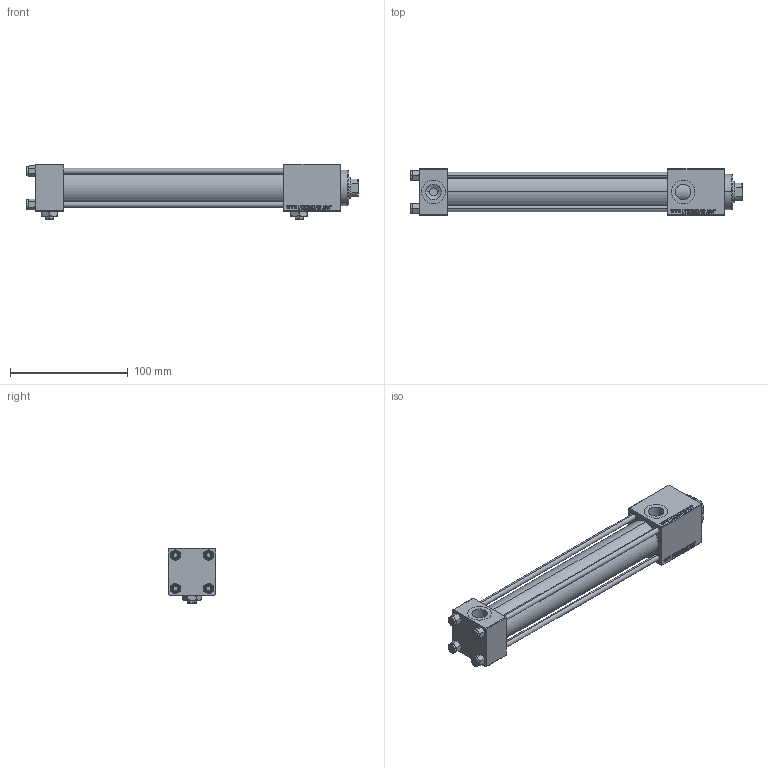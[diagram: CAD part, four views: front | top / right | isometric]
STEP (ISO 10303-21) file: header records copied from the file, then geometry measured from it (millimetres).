
FILE_DESCRIPTION (( 'STEP AP203' ), '1' );
FILE_NAME ('bf25.STEP', '2024-02-06T07:18:15', ( '' ), ( '' ), 'SwSTEP 2.0', 'SolidWorks 2019', '' );
FILE_SCHEMA (( 'CONFIG_CONTROL_DESIGN' ));
Length unit declared in the file: millimetre
Products named in the file (7): bf25; V215CR_C_Body 4dedf5b06c861b37bfe4ef12634ffba8; NUT_M5_C 4dedf5b06c861b37bfe4ef12634ffba8; Zatka_pro_OIL_PORT 4dedf5b06c861b37bfe4ef12634ffba8; V215_VC_A 4dedf5b06c861b37bfe4ef12634ffba8; V215CR_VCP_C 4dedf5b06c861b37bfe4ef12634ffba8; V215CR_C_TYCINKA 4dedf5b06c861b37bfe4ef12634ffba8
Assembly tree (13 placements, depth 2):
  bf25
    V215CR_C_Body 4dedf5b06c861b37bfe4ef12634ffba8
    V215CR_VCP_C 4dedf5b06c861b37bfe4ef12634ffba8
    NUT_M5_C 4dedf5b06c861b37bfe4ef12634ffba8  x4
    V215CR_C_TYCINKA 4dedf5b06c861b37bfe4ef12634ffba8  x4
    V215_VC_A 4dedf5b06c861b37bfe4ef12634ffba8
    Zatka_pro_OIL_PORT 4dedf5b06c861b37bfe4ef12634ffba8  x2
Bounding box: 282 x 40 x 47 mm (x, y, z)
Volume: 232159.1 mm3; surface area: 99827.9 mm2
Topology: 13 solids, 13 shells, 1245 faces, 3100 edges, 1999 vertices
Faces by surface type: plane 571, bspline 392, cone 178, cylinder 96, torus 8
Entity records: 52105 total; most frequent: CARTESIAN_POINT 27689, ORIENTED_EDGE 5500, DIRECTION 3526, EDGE_CURVE 2750, VERTEX_POINT 1797, LINE 1638, VECTOR 1638, EDGE_LOOP 1215
